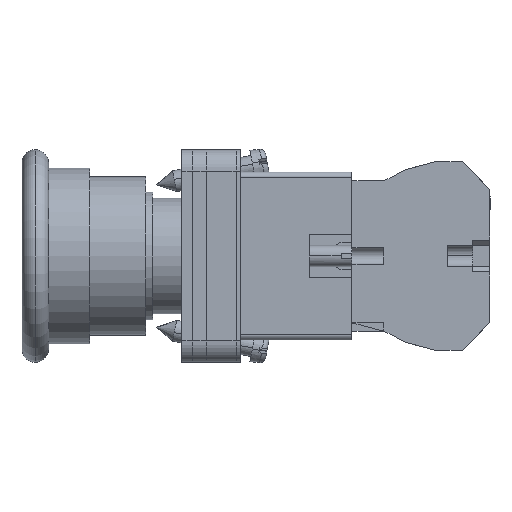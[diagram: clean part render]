
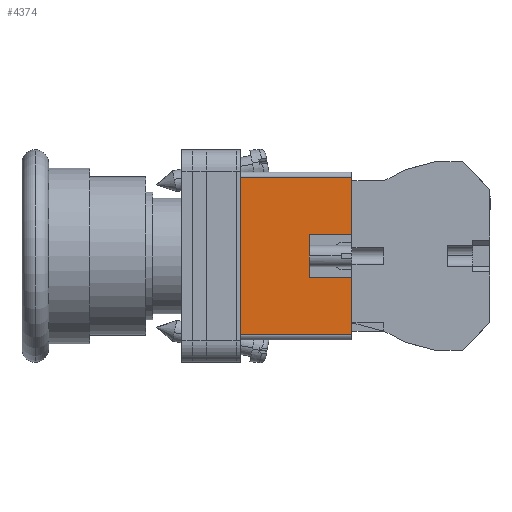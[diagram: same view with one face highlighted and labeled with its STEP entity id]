
A CAD part, left-side view. The second image highlights one B-rep face of the part: STEP entity #4374.
In plain terms, the highlighted face is planar.
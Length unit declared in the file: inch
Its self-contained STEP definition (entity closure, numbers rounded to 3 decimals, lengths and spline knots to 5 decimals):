
#118 = CARTESIAN_POINT ( 'NONE',  ( 0.15748, -0.09843, 0.58268 ) ) ;
#488 = VERTEX_POINT ( 'NONE', #2337 ) ;
#526 = VERTEX_POINT ( 'NONE', #118 ) ;
#700 = AXIS2_PLACEMENT_3D ( 'NONE', #3477, #11243, #4595 ) ;
#899 = DIRECTION ( 'NONE',  ( 1., 0., 0. ) ) ;
#998 = CARTESIAN_POINT ( 'NONE',  ( 0.58268, 0.41339, 0.58268 ) ) ;
#1102 = DIRECTION ( 'NONE',  ( 1., 0., 0. ) ) ;
#1369 = CARTESIAN_POINT ( 'NONE',  ( 0.58268, 0.41339, 0.58268 ) ) ;
#1749 = VECTOR ( 'NONE', #10239, 39.37008 ) ;
#1881 = LINE ( 'NONE', #9823, #13283 ) ;
#2256 = VECTOR ( 'NONE', #4507, 39.37008 ) ;
#2337 = CARTESIAN_POINT ( 'NONE',  ( -0.15748, -0.41339, 0.58268 ) ) ;
#2445 = PLANE ( 'NONE',  #700 ) ;
#2540 = ORIENTED_EDGE ( 'NONE', *, *, #9024, .F. ) ;
#2545 = VERTEX_POINT ( 'NONE', #4251 ) ;
#2737 = EDGE_CURVE ( 'NONE', #12869, #8339, #12470, .T. ) ;
#2759 = ORIENTED_EDGE ( 'NONE', *, *, #8951, .F. ) ;
#2811 = VECTOR ( 'NONE', #899, 39.37008 ) ;
#3477 = CARTESIAN_POINT ( 'NONE',  ( 0.62205, 0.41339, 0.58268 ) ) ;
#3663 = CARTESIAN_POINT ( 'NONE',  ( -0.58268, -0.41339, 0.58268 ) ) ;
#4032 = EDGE_LOOP ( 'NONE', ( #9388, #5650, #4801, #2759, #2540, #6891, #13118, #6043 ) ) ;
#4203 = VERTEX_POINT ( 'NONE', #8616 ) ;
#4251 = CARTESIAN_POINT ( 'NONE',  ( 0.15748, -0.41339, 0.58268 ) ) ;
#4277 = LINE ( 'NONE', #7941, #1749 ) ;
#4374 = ADVANCED_FACE ( 'NONE', ( #11605 ), #2445, .F. ) ;
#4477 = DIRECTION ( 'NONE',  ( 0., -1., 0. ) ) ;
#4507 = DIRECTION ( 'NONE',  ( 1., 0., 0. ) ) ;
#4526 = CARTESIAN_POINT ( 'NONE',  ( -0.15748, -0.41339, 0.58268 ) ) ;
#4595 = DIRECTION ( 'NONE',  ( -1., 0., 0. ) ) ;
#4716 = CARTESIAN_POINT ( 'NONE',  ( -0.58268, 0.41339, 0.58268 ) ) ;
#4791 = LINE ( 'NONE', #11150, #2256 ) ;
#4801 = ORIENTED_EDGE ( 'NONE', *, *, #8362, .T. ) ;
#5650 = ORIENTED_EDGE ( 'NONE', *, *, #7508, .T. ) ;
#5830 = CARTESIAN_POINT ( 'NONE',  ( 0.58268, -0.41339, 0.58268 ) ) ;
#6043 = ORIENTED_EDGE ( 'NONE', *, *, #2737, .T. ) ;
#6124 = EDGE_CURVE ( 'NONE', #4203, #8339, #8588, .T. ) ;
#6489 = VECTOR ( 'NONE', #13544, 39.37008 ) ;
#6862 = DIRECTION ( 'NONE',  ( 0., -1., 0. ) ) ;
#6891 = ORIENTED_EDGE ( 'NONE', *, *, #14222, .F. ) ;
#7508 = EDGE_CURVE ( 'NONE', #4203, #10111, #11727, .T. ) ;
#7693 = CARTESIAN_POINT ( 'NONE',  ( 0.15748, -0.41339, 0.58268 ) ) ;
#7941 = CARTESIAN_POINT ( 'NONE',  ( -0.15748, -0.09843, 0.58268 ) ) ;
#8339 = VERTEX_POINT ( 'NONE', #998 ) ;
#8362 = EDGE_CURVE ( 'NONE', #10111, #488, #1881, .T. ) ;
#8588 = LINE ( 'NONE', #9657, #2811 ) ;
#8616 = CARTESIAN_POINT ( 'NONE',  ( -0.58268, 0.41339, 0.58268 ) ) ;
#8723 = VECTOR ( 'NONE', #6862, 39.37008 ) ;
#8951 = EDGE_CURVE ( 'NONE', #14299, #488, #9635, .T. ) ;
#8981 = CARTESIAN_POINT ( 'NONE',  ( -0.15748, -0.09843, 0.58268 ) ) ;
#9024 = EDGE_CURVE ( 'NONE', #526, #14299, #4277, .T. ) ;
#9275 = VECTOR ( 'NONE', #4477, 39.37008 ) ;
#9388 = ORIENTED_EDGE ( 'NONE', *, *, #6124, .F. ) ;
#9635 = LINE ( 'NONE', #4526, #9275 ) ;
#9657 = CARTESIAN_POINT ( 'NONE',  ( 0.62205, 0.41339, 0.58268 ) ) ;
#9823 = CARTESIAN_POINT ( 'NONE',  ( 0.62205, -0.41339, 0.58268 ) ) ;
#10111 = VERTEX_POINT ( 'NONE', #3663 ) ;
#10239 = DIRECTION ( 'NONE',  ( -1., 0., 0. ) ) ;
#11065 = DIRECTION ( 'NONE',  ( 0., 1., 0. ) ) ;
#11150 = CARTESIAN_POINT ( 'NONE',  ( 0.62205, -0.41339, 0.58268 ) ) ;
#11243 = DIRECTION ( 'NONE',  ( 0., 0., -1. ) ) ;
#11520 = LINE ( 'NONE', #7693, #12220 ) ;
#11605 = FACE_OUTER_BOUND ( 'NONE', #4032, .T. ) ;
#11727 = LINE ( 'NONE', #4716, #8723 ) ;
#12220 = VECTOR ( 'NONE', #11065, 39.37008 ) ;
#12470 = LINE ( 'NONE', #1369, #6489 ) ;
#12869 = VERTEX_POINT ( 'NONE', #5830 ) ;
#13118 = ORIENTED_EDGE ( 'NONE', *, *, #13205, .T. ) ;
#13205 = EDGE_CURVE ( 'NONE', #2545, #12869, #4791, .T. ) ;
#13283 = VECTOR ( 'NONE', #1102, 39.37008 ) ;
#13544 = DIRECTION ( 'NONE',  ( 0., 1., 0. ) ) ;
#14222 = EDGE_CURVE ( 'NONE', #2545, #526, #11520, .T. ) ;
#14299 = VERTEX_POINT ( 'NONE', #8981 ) ;
